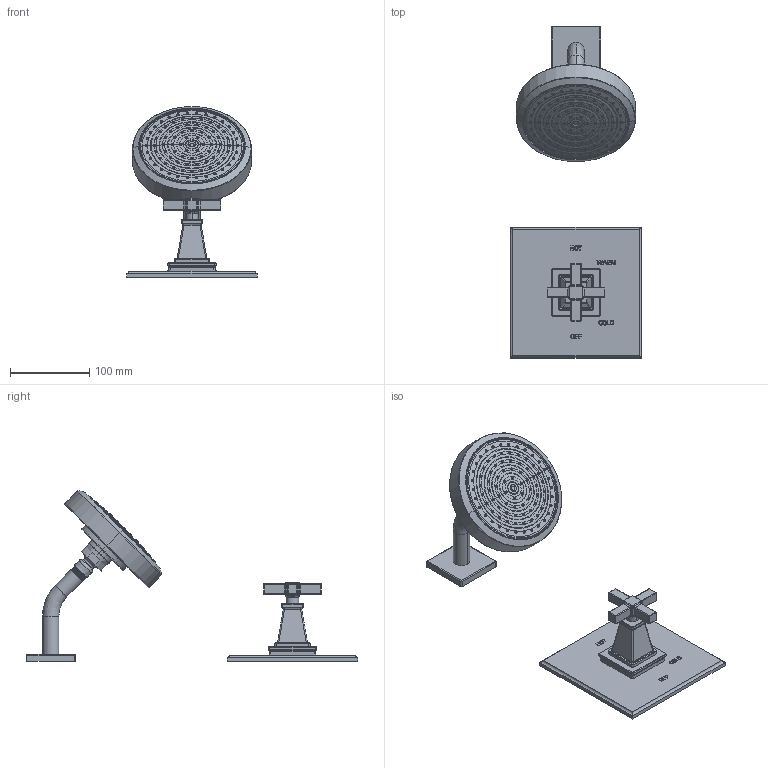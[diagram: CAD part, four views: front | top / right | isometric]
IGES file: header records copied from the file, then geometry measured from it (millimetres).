
Start section:  PTC IGES file: 3-3154bp.igs
Global section: file name: 3-3154bp.igs; native system: Creo Parametric by PTC Inc.; preprocessor: 2018400; author: jinson.thomas; organization: Unknown; date: 20210601.161311; units: inch
Bounding box: 165.1 x 418.46 x 215.51 mm (x, y, z)
Volume: 965344.8 mm3; surface area: 149679.7 mm2
Topology: 2 solids, 2 shells, 1373 faces, 3469 edges, 2258 vertices
Faces by surface type: revolution 934, bspline 359, extrusion 80
